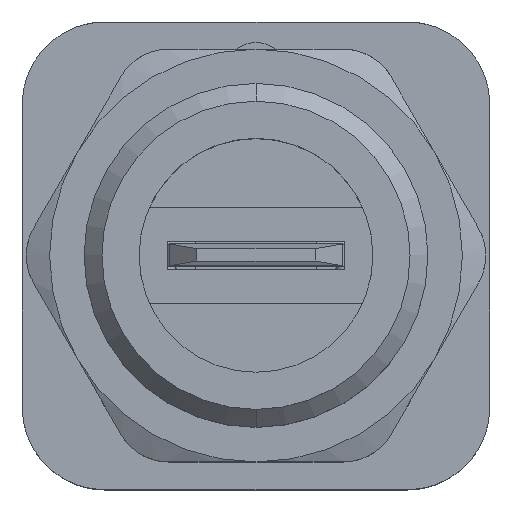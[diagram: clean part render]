
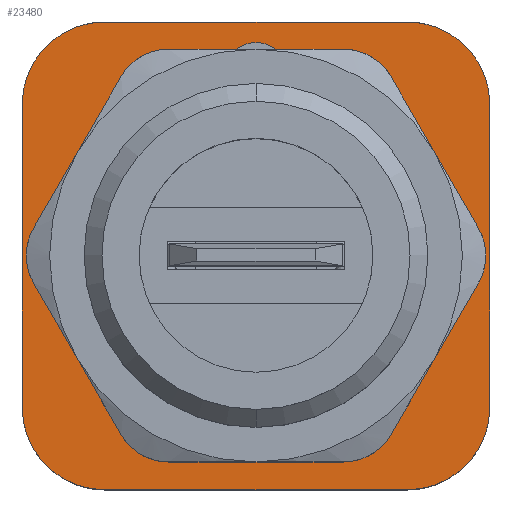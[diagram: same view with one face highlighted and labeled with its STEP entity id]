
A CAD part, top view. The second image highlights one B-rep face of the part: STEP entity #23480.
In plain terms, the highlighted planar face has unit normal (0, 0, 1).
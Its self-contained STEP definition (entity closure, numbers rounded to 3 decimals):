
#54=DIRECTION('',(1.,0.,0.));
#55=VECTOR('',#54,11.);
#56=CARTESIAN_POINT('',(-5.5,8.5,0.));
#57=LINE('',#56,#55);
#62=CARTESIAN_POINT('',(5.5,5.5,0.));
#63=DIRECTION('',(0.,0.,-1.));
#64=DIRECTION('',(0.,1.,0.));
#65=AXIS2_PLACEMENT_3D('',#62,#63,#64);
#70=DIRECTION('',(0.,-1.,0.));
#71=VECTOR('',#70,11.);
#72=CARTESIAN_POINT('',(8.5,5.5,0.));
#73=LINE('',#72,#71);
#77=CARTESIAN_POINT('',(5.5,-5.5,0.));
#78=DIRECTION('',(0.,0.,-1.));
#79=DIRECTION('',(1.,0.,0.));
#80=AXIS2_PLACEMENT_3D('',#77,#78,#79);
#85=DIRECTION('',(-1.,0.,0.));
#86=VECTOR('',#85,11.);
#87=CARTESIAN_POINT('',(5.5,-8.5,0.));
#88=LINE('',#87,#86);
#92=CARTESIAN_POINT('',(-5.5,-5.5,0.));
#93=DIRECTION('',(0.,0.,-1.));
#94=DIRECTION('',(0.,-1.,0.));
#95=AXIS2_PLACEMENT_3D('',#92,#93,#94);
#100=DIRECTION('',(0.,1.,0.));
#101=VECTOR('',#100,11.);
#102=CARTESIAN_POINT('',(-8.5,-5.5,0.));
#103=LINE('',#102,#101);
#107=CARTESIAN_POINT('',(-5.5,5.5,0.));
#108=DIRECTION('',(0.,0.,-1.));
#109=DIRECTION('',(-1.,0.,0.));
#110=AXIS2_PLACEMENT_3D('',#107,#108,#109);
#115=DIRECTION('',(0.,1.,0.));
#116=VECTOR('',#115,0.416);
#117=CARTESIAN_POINT('',(1.2,6.134,0.));
#118=LINE('',#117,#116);
#122=CARTESIAN_POINT('',(0.,6.55,0.));
#123=DIRECTION('',(0.,0.,1.));
#124=DIRECTION('',(1.,0.,0.));
#125=AXIS2_PLACEMENT_3D('',#122,#123,#124);
#130=DIRECTION('',(0.,-1.,0.));
#131=VECTOR('',#130,0.416);
#132=CARTESIAN_POINT('',(-1.2,6.55,0.));
#133=LINE('',#132,#131);
#137=CARTESIAN_POINT('',(0.,0.,0.));
#138=DIRECTION('',(0.,0.,1.));
#139=DIRECTION('',(-0.192,0.981,0.));
#140=AXIS2_PLACEMENT_3D('',#137,#138,#139);
#145=CARTESIAN_POINT('',(0.,0.,0.));
#146=DIRECTION('',(0.,0.,1.));
#147=DIRECTION('',(-1.,0.,0.));
#148=AXIS2_PLACEMENT_3D('',#145,#146,#147);
#153=CARTESIAN_POINT('',(0.,0.,0.));
#154=DIRECTION('',(0.,0.,1.));
#155=DIRECTION('',(1.,0.,0.));
#156=AXIS2_PLACEMENT_3D('',#153,#154,#155);
#21105=CARTESIAN_POINT('',(-5.5,8.5,0.));
#21106=CARTESIAN_POINT('',(5.5,8.5,0.));
#21107=VERTEX_POINT('',#21105);
#21108=VERTEX_POINT('',#21106);
#21109=CARTESIAN_POINT('',(8.5,5.5,0.));
#21110=VERTEX_POINT('',#21109);
#21111=CARTESIAN_POINT('',(8.5,-5.5,0.));
#21112=VERTEX_POINT('',#21111);
#21113=CARTESIAN_POINT('',(5.5,-8.5,0.));
#21114=VERTEX_POINT('',#21113);
#21115=CARTESIAN_POINT('',(-5.5,-8.5,0.));
#21116=VERTEX_POINT('',#21115);
#21117=CARTESIAN_POINT('',(-8.5,-5.5,0.));
#21118=VERTEX_POINT('',#21117);
#21119=CARTESIAN_POINT('',(-8.5,5.5,0.));
#21120=VERTEX_POINT('',#21119);
#23259=CARTESIAN_POINT('',(-6.25,0.,0.));
#23260=CARTESIAN_POINT('',(6.25,0.,0.));
#23261=VERTEX_POINT('',#23259);
#23262=VERTEX_POINT('',#23260);
#23283=CARTESIAN_POINT('',(1.2,6.134,0.));
#23284=CARTESIAN_POINT('',(1.2,6.55,0.));
#23285=VERTEX_POINT('',#23283);
#23286=VERTEX_POINT('',#23284);
#23287=CARTESIAN_POINT('',(-1.2,6.55,0.));
#23288=VERTEX_POINT('',#23287);
#23289=CARTESIAN_POINT('',(-1.2,6.134,0.));
#23290=VERTEX_POINT('',#23289);
#23443=CARTESIAN_POINT('',(0.,0.,0.));
#23444=DIRECTION('',(0.,0.,-1.));
#23445=DIRECTION('',(-1.,0.,0.));
#23446=AXIS2_PLACEMENT_3D('',#23443,#23444,#23445);
#23447=PLANE('',#23446);
#23449=ORIENTED_EDGE('',*,*,#23448,.T.);
#23451=ORIENTED_EDGE('',*,*,#23450,.T.);
#23453=ORIENTED_EDGE('',*,*,#23452,.T.);
#23455=ORIENTED_EDGE('',*,*,#23454,.T.);
#23457=ORIENTED_EDGE('',*,*,#23456,.T.);
#23459=ORIENTED_EDGE('',*,*,#23458,.T.);
#23461=ORIENTED_EDGE('',*,*,#23460,.T.);
#23463=ORIENTED_EDGE('',*,*,#23462,.T.);
#23464=EDGE_LOOP('',(#23449,#23451,#23453,#23455,#23457,#23459,#23461,#23463));
#23465=FACE_OUTER_BOUND('',#23464,.F.);
#23467=ORIENTED_EDGE('',*,*,#23466,.T.);
#23469=ORIENTED_EDGE('',*,*,#23468,.T.);
#23471=ORIENTED_EDGE('',*,*,#23470,.T.);
#23473=ORIENTED_EDGE('',*,*,#23472,.T.);
#23475=ORIENTED_EDGE('',*,*,#23474,.T.);
#23477=ORIENTED_EDGE('',*,*,#23476,.T.);
#23478=EDGE_LOOP('',(#23467,#23469,#23471,#23473,#23475,#23477));
#23479=FACE_BOUND('',#23478,.F.);
#23480=ADVANCED_FACE('',(#23465,#23479),#23447,.F.);
#66=CIRCLE('',#65,3.);
#81=CIRCLE('',#80,3.);
#96=CIRCLE('',#95,3.);
#111=CIRCLE('',#110,3.);
#126=CIRCLE('',#125,1.2);
#141=CIRCLE('',#140,6.25);
#149=CIRCLE('',#148,6.25);
#157=CIRCLE('',#156,6.25);
#23448=EDGE_CURVE('',#21107,#21108,#57,.T.);
#23450=EDGE_CURVE('',#21108,#21110,#66,.T.);
#23452=EDGE_CURVE('',#21110,#21112,#73,.T.);
#23454=EDGE_CURVE('',#21112,#21114,#81,.T.);
#23456=EDGE_CURVE('',#21114,#21116,#88,.T.);
#23458=EDGE_CURVE('',#21116,#21118,#96,.T.);
#23460=EDGE_CURVE('',#21118,#21120,#103,.T.);
#23462=EDGE_CURVE('',#21120,#21107,#111,.T.);
#23466=EDGE_CURVE('',#23285,#23286,#118,.T.);
#23468=EDGE_CURVE('',#23286,#23288,#126,.T.);
#23470=EDGE_CURVE('',#23288,#23290,#133,.T.);
#23472=EDGE_CURVE('',#23290,#23261,#141,.T.);
#23474=EDGE_CURVE('',#23261,#23262,#149,.T.);
#23476=EDGE_CURVE('',#23262,#23285,#157,.T.);
